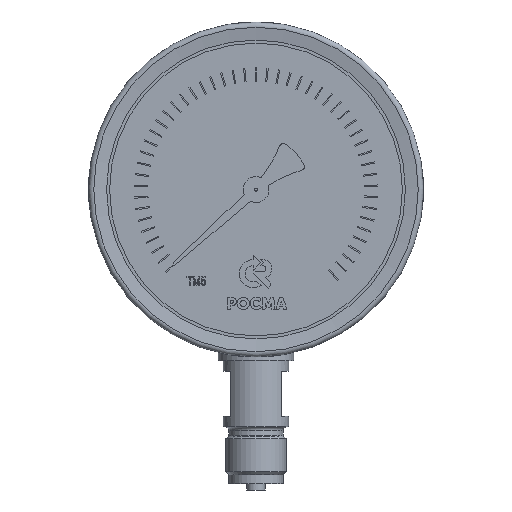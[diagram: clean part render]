
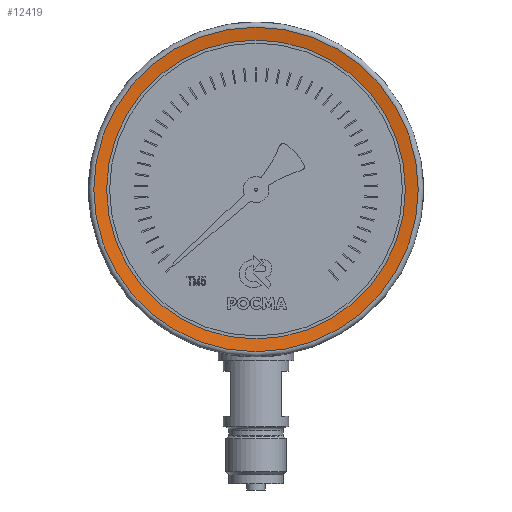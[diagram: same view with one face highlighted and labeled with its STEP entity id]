
A CAD part, front view. The second image highlights one B-rep face of the part: STEP entity #12419.
In plain terms, the highlighted conical face has half-angle 80.922 degrees and reference radius 49.7 mm.
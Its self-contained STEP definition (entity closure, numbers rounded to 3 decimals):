
#402=CONICAL_SURFACE('',#13513,49.7,1.412);
#1518=FACE_OUTER_BOUND('',#2300,.T.);
#2300=EDGE_LOOP('',(#11207,#11208,#11209,#11210,#11211));
#3477=LINE('',#25694,#4631);
#4631=VECTOR('',#16720,49.7);
#5070=CIRCLE('',#13503,49.7);
#5071=CIRCLE('',#13504,49.7);
#5074=CIRCLE('',#13514,53.963);
#6194=VERTEX_POINT('',#25354);
#6195=VERTEX_POINT('',#25355);
#6200=VERTEX_POINT('',#25693);
#7899=EDGE_CURVE('',#6194,#6195,#5070,.F.);
#7900=EDGE_CURVE('',#6195,#6194,#5071,.F.);
#7909=EDGE_CURVE('',#6195,#6200,#3477,.T.);
#7910=EDGE_CURVE('',#6200,#6200,#5074,.F.);
#11207=ORIENTED_EDGE('',*,*,#7899,.T.);
#11208=ORIENTED_EDGE('',*,*,#7909,.T.);
#11209=ORIENTED_EDGE('',*,*,#7910,.T.);
#11210=ORIENTED_EDGE('',*,*,#7909,.F.);
#11211=ORIENTED_EDGE('',*,*,#7900,.T.);
#12419=ADVANCED_FACE('',(#1518),#402,.F.);
#13503=AXIS2_PLACEMENT_3D('',#25356,#16696,#16697);
#13504=AXIS2_PLACEMENT_3D('',#25357,#16698,#16699);
#13513=AXIS2_PLACEMENT_3D('',#25692,#16718,#16719);
#13514=AXIS2_PLACEMENT_3D('',#25695,#16721,#16722);
#16696=DIRECTION('center_axis',(0.,-1.,0.));
#16697=DIRECTION('ref_axis',(0.,0.,
-1.));
#16698=DIRECTION('center_axis',(0.,-1.,0.));
#16699=DIRECTION('ref_axis',(0.,0.,
-1.));
#16718=DIRECTION('center_axis',(0.,-1.,0.));
#16719=DIRECTION('ref_axis',(0.,0.,
-1.));
#16720=DIRECTION('',(0.,-0.158,0.987));
#16721=DIRECTION('center_axis',(0.,1.,0.));
#16722=DIRECTION('ref_axis',(0.,0.,
1.));
#25354=CARTESIAN_POINT('',(-5.269,-24.828,-47.896));
#25355=CARTESIAN_POINT('',(-5.269,-24.828,51.504));
#25356=CARTESIAN_POINT('Origin',(-5.269,-24.828,1.804));
#25357=CARTESIAN_POINT('Origin',(-5.269,-24.828,1.804));
#25692=CARTESIAN_POINT('Origin',(-5.269,-24.828,1.804));
#25693=CARTESIAN_POINT('',(-5.269,-25.509,55.768));
#25694=CARTESIAN_POINT('',(-5.269,-24.828,51.504));
#25695=CARTESIAN_POINT('Origin',(-5.269,-25.509,1.804));
